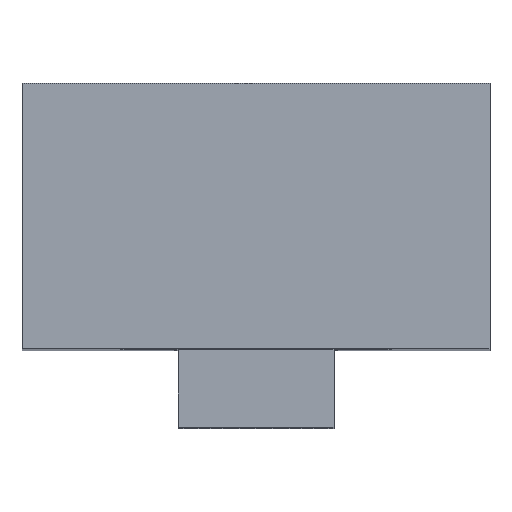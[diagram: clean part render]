
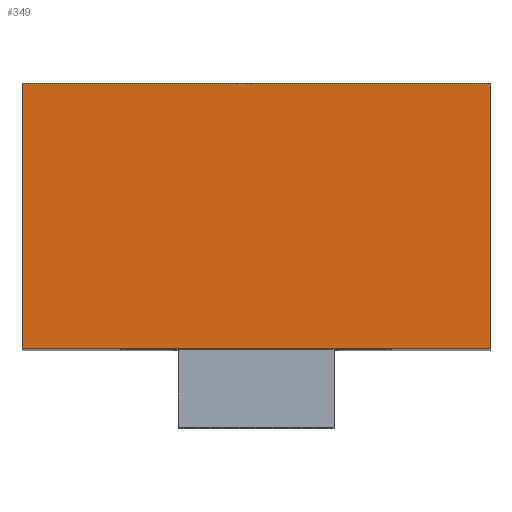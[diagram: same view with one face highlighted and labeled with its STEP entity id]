
A CAD part, top view. The second image highlights one B-rep face of the part: STEP entity #349.
In plain terms, the highlighted planar face has unit normal (0, 0, 1).
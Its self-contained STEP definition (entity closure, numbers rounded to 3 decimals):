
#11 = VERTEX_POINT ( 'NONE', #255 ) ;
#12 = LINE ( 'NONE', #112, #181 ) ;
#23 = CARTESIAN_POINT ( 'NONE',  ( 0., 17., 80. ) ) ;
#25 = EDGE_LOOP ( 'NONE', ( #331, #365, #527, #140 ) ) ;
#81 = EDGE_CURVE ( 'NONE', #84, #11, #516, .T. ) ;
#84 = VERTEX_POINT ( 'NONE', #218 ) ;
#85 = PLANE ( 'NONE',  #454 ) ;
#112 = CARTESIAN_POINT ( 'NONE',  ( -30., 0., 80. ) ) ;
#135 = FACE_OUTER_BOUND ( 'NONE', #25, .T. ) ;
#139 = LINE ( 'NONE', #288, #225 ) ;
#140 = ORIENTED_EDGE ( 'NONE', *, *, #235, .T. ) ;
#173 = VERTEX_POINT ( 'NONE', #415 ) ;
#181 = VECTOR ( 'NONE', #547, 1000. ) ;
#218 = CARTESIAN_POINT ( 'NONE',  ( -30., 17., 80. ) ) ;
#225 = VECTOR ( 'NONE', #249, 1000. ) ;
#235 = EDGE_CURVE ( 'NONE', #173, #84, #139, .T. ) ;
#249 = DIRECTION ( 'NONE',  ( -1., 0., 0. ) ) ;
#255 = CARTESIAN_POINT ( 'NONE',  ( -30., 0., 80. ) ) ;
#270 = DIRECTION ( 'NONE',  ( 0., 1., 0. ) ) ;
#275 = CARTESIAN_POINT ( 'NONE',  ( -30., 17., 80. ) ) ;
#288 = CARTESIAN_POINT ( 'NONE',  ( -30., 17., 80. ) ) ;
#296 = CARTESIAN_POINT ( 'NONE',  ( 0., 0., 80. ) ) ;
#331 = ORIENTED_EDGE ( 'NONE', *, *, #81, .T. ) ;
#332 = LINE ( 'NONE', #23, #575 ) ;
#349 = ADVANCED_FACE ( 'NONE', ( #135 ), #85, .T. ) ;
#365 = ORIENTED_EDGE ( 'NONE', *, *, #522, .T. ) ;
#396 = CARTESIAN_POINT ( 'NONE',  ( 0., 0., 80. ) ) ;
#415 = CARTESIAN_POINT ( 'NONE',  ( 0., 17., 80. ) ) ;
#431 = DIRECTION ( 'NONE',  ( 0., 0., 1. ) ) ;
#439 = VECTOR ( 'NONE', #613, 1000. ) ;
#454 = AXIS2_PLACEMENT_3D ( 'NONE', #296, #431, #630 ) ;
#476 = VERTEX_POINT ( 'NONE', #396 ) ;
#516 = LINE ( 'NONE', #275, #439 ) ;
#522 = EDGE_CURVE ( 'NONE', #11, #476, #12, .T. ) ;
#527 = ORIENTED_EDGE ( 'NONE', *, *, #614, .T. ) ;
#547 = DIRECTION ( 'NONE',  ( 1., 0., 0. ) ) ;
#575 = VECTOR ( 'NONE', #270, 1000. ) ;
#613 = DIRECTION ( 'NONE',  ( 0., -1., 0. ) ) ;
#614 = EDGE_CURVE ( 'NONE', #476, #173, #332, .T. ) ;
#630 = DIRECTION ( 'NONE',  ( 1., 0., 0. ) ) ;
